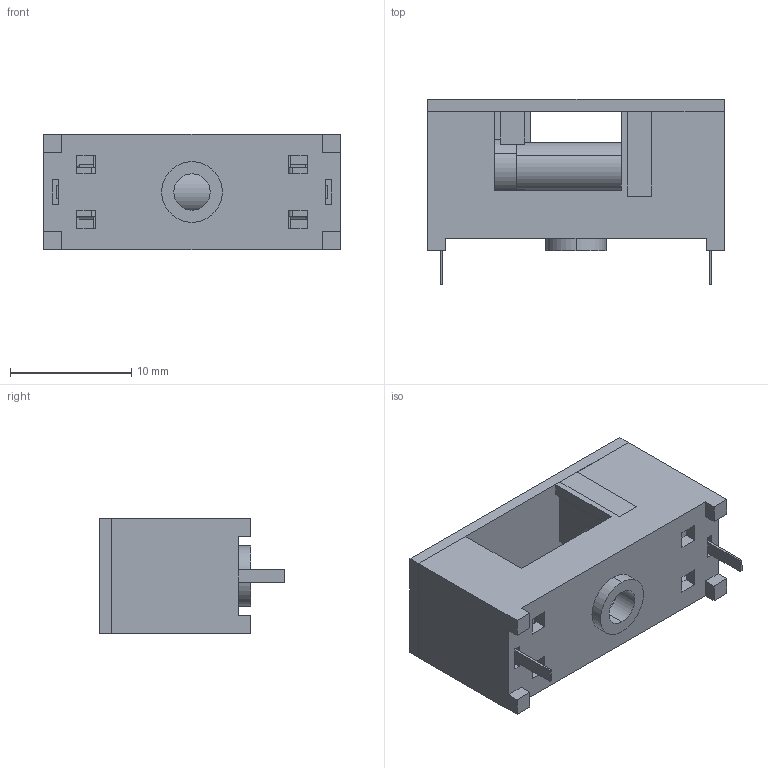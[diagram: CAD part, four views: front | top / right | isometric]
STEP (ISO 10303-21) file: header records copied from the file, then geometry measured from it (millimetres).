
FILE_DESCRIPTION (( 'STEP AP214' ), '1' );
FILE_NAME ('User Library-MF563.STEP', '2016-09-19T19:14:25', ( 'Windows User' ), ( '' ), 'SwSTEP 2.0', 'SolidWorks 2016', '' );
FILE_SCHEMA (( 'AUTOMOTIVE_DESIGN' ));
Length unit declared in the file: millimetre
Products named in the file (8): User Library-MF563; User Library-MF563_fuse; User Library-MF563_f_pin; User Library-MF563_thread; User Library-MF563_f_pipe; User Library-MF563_case_head; User Library-MF563_pin; User Library-MF563_case
Assembly tree (8 placements, depth 3):
  User Library-MF563
    User Library-MF563_case
    User Library-MF563_pin  x2
    User Library-MF563_case_head
    User Library-MF563_fuse
      User Library-MF563_f_pipe
      User Library-MF563_thread
      User Library-MF563_f_pin
Bounding box: 24.5 x 15.31 x 9.5 mm (x, y, z)
Volume: 1157.7 mm3; surface area: 3208.9 mm2
Topology: 7 solids, 8 shells, 158 faces, 409 edges, 266 vertices
Faces by surface type: plane 125, cylinder 29, bspline 4
Entity records: 5857 total; most frequent: CARTESIAN_POINT 788, ORIENTED_EDGE 686, DIRECTION 677, EDGE_CURVE 345, VECTOR 287, LINE 287, VERTEX_POINT 226, AXIS2_PLACEMENT_3D 195
